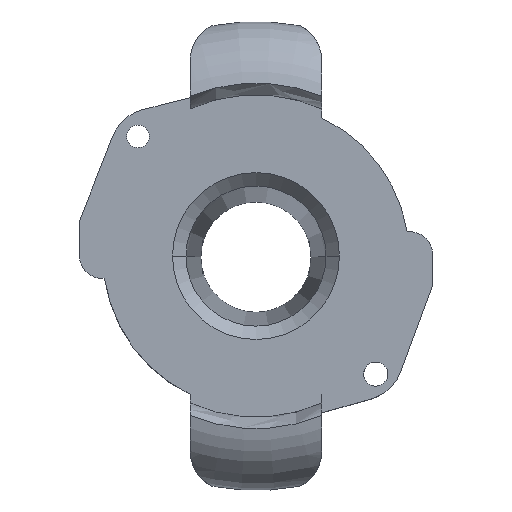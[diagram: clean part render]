
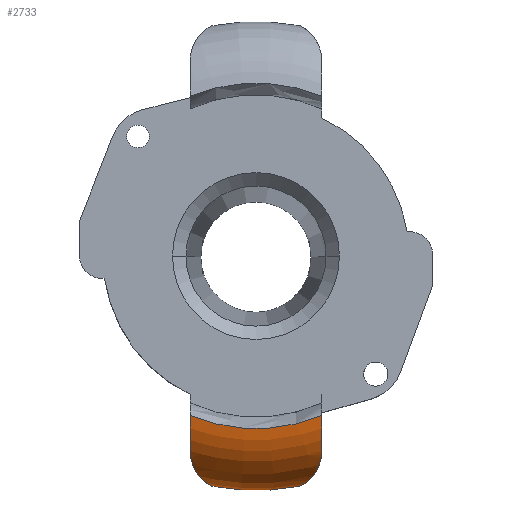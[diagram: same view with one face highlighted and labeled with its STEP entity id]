
A CAD part, top view. The second image highlights one B-rep face of the part: STEP entity #2733.
In plain terms, the highlighted toroidal (fillet/blend) face has major radius 21.845 mm and minor radius 9.92 mm.
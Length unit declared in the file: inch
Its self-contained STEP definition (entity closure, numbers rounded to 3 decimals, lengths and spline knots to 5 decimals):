
#58 = AXIS2_PLACEMENT_3D ( 'NONE', #1403, #1404, #1405 ) ;
#131 = FACE_OUTER_BOUND ( 'NONE', #672, .T. ) ;
#135 = AXIS2_PLACEMENT_3D ( 'NONE', #1539, #1540, #1541 ) ;
#244 = AXIS2_PLACEMENT_3D ( 'NONE', #1792, #1793, #1794 ) ;
#569 = ORIENTED_EDGE ( 'NONE', *, *, #2702, .F. ) ;
#571 = ORIENTED_EDGE ( 'NONE', *, *, #2882, .T. ) ;
#572 = ORIENTED_EDGE ( 'NONE', *, *, #2688, .T. ) ;
#573 = ORIENTED_EDGE ( 'NONE', *, *, #2676, .T. ) ;
#574 = ORIENTED_EDGE ( 'NONE', *, *, #2881, .T. ) ;
#589 = B_SPLINE_CURVE_WITH_KNOTS ( 'NONE', 3,
 ( #1272, #1276, #1277, #1278, #1279, #1280, #1281, #1282, #1283, #1284 ),
 .UNSPECIFIED., .F., .F.,
 ( 4, 2, 2, 2, 4 ),
 ( 0.06207, 0.06336, 0.06465, 0.06594, 0.06723 ),
 .UNSPECIFIED. ) ;
#596 = B_SPLINE_CURVE_WITH_KNOTS ( 'NONE', 3,
 ( #1330, #1331, #1332, #1333, #1334, #1335, #1336, #1337, #1338, #1339 ),
 .UNSPECIFIED., .F., .F.,
 ( 4, 2, 2, 2, 4 ),
 ( 0.06474, 0.06603, 0.06733, 0.06862, 0.06991 ),
 .UNSPECIFIED. ) ;
#603 = B_SPLINE_CURVE_WITH_KNOTS ( 'NONE', 3,
 ( #2094, #2095, #2096, #2097, #2098, #2099, #2100, #2101, #2102, #2103, #2104, #2105, #2106, #2107, #2108, #2109 ),
 .UNSPECIFIED., .F., .F.,
 ( 4, 2, 2, 2, 2, 2, 2, 4 ),
 ( 0., 0.00238, 0.00357, 0.00476, 0.00595, 0.00714, 0.00833, 0.00952 ),
 .UNSPECIFIED. ) ;
#604 = B_SPLINE_CURVE_WITH_KNOTS ( 'NONE', 3,
 ( #2080, #2081, #2082, #2083, #2084, #2085, #2086, #2087, #2088, #2089, #2090, #2091, #2092, #2093 ),
 .UNSPECIFIED., .F., .F.,
 ( 4, 2, 2, 2, 2, 2, 4 ),
 ( 0., 0.00119, 0.00239, 0.00477, 0.00597, 0.00716, 0.00954 ),
 .UNSPECIFIED. ) ;
#672 = EDGE_LOOP ( 'NONE', ( #574, #572, #2501, #573, #571, #569 ) ) ;
#936 = VERTEX_POINT ( 'NONE', #1138 ) ;
#947 = VERTEX_POINT ( 'NONE', #1149 ) ;
#955 = VERTEX_POINT ( 'NONE', #1157 ) ;
#956 = VERTEX_POINT ( 'NONE', #1158 ) ;
#1138 = CARTESIAN_POINT ( 'NONE',  ( -0.35095, -1.03944, 3.32762 ) ) ;
#1149 = CARTESIAN_POINT ( 'NONE',  ( 0.3509, -1.03944, 3.32763 ) ) ;
#1157 = CARTESIAN_POINT ( 'NONE',  ( 0.23439, -1.22783, 3.03841 ) ) ;
#1158 = CARTESIAN_POINT ( 'NONE',  ( -0.23447, -1.22781, 3.03841 ) ) ;
#1234 = CARTESIAN_POINT ( 'NONE',  ( -0.35095, -0.85127, 3.40304 ) ) ;
#1236 = CARTESIAN_POINT ( 'NONE',  ( 0.3509, -0.85129, 3.40304 ) ) ;
#1272 = CARTESIAN_POINT ( 'NONE',  ( -0.35095, -0.85127, 3.40304 ) ) ;
#1276 = CARTESIAN_POINT ( 'NONE',  ( -0.35095, -0.868, 3.40061 ) ) ;
#1277 = CARTESIAN_POINT ( 'NONE',  ( -0.35095, -0.88467, 3.39722 ) ) ;
#1278 = CARTESIAN_POINT ( 'NONE',  ( -0.35095, -0.91787, 3.38839 ) ) ;
#1279 = CARTESIAN_POINT ( 'NONE',  ( -0.35095, -0.93409, 3.38303 ) ) ;
#1280 = CARTESIAN_POINT ( 'NONE',  ( -0.35095, -0.96577, 3.37041 ) ) ;
#1281 = CARTESIAN_POINT ( 'NONE',  ( -0.35095, -0.98122, 3.36316 ) ) ;
#1282 = CARTESIAN_POINT ( 'NONE',  ( -0.35095, -1.01133, 3.34665 ) ) ;
#1283 = CARTESIAN_POINT ( 'NONE',  ( -0.35095, -1.02572, 3.33755 ) ) ;
#1284 = CARTESIAN_POINT ( 'NONE',  ( -0.35095, -1.03944, 3.32762 ) ) ;
#1330 = CARTESIAN_POINT ( 'NONE',  ( 0.3509, -1.03944, 3.32763 ) ) ;
#1331 = CARTESIAN_POINT ( 'NONE',  ( 0.3509, -1.02562, 3.33763 ) ) ;
#1332 = CARTESIAN_POINT ( 'NONE',  ( 0.3509, -1.01109, 3.34681 ) ) ;
#1333 = CARTESIAN_POINT ( 'NONE',  ( 0.3509, -0.98095, 3.3633 ) ) ;
#1334 = CARTESIAN_POINT ( 'NONE',  ( 0.3509, -0.96553, 3.37052 ) ) ;
#1335 = CARTESIAN_POINT ( 'NONE',  ( 0.3509, -0.93401, 3.38306 ) ) ;
#1336 = CARTESIAN_POINT ( 'NONE',  ( 0.3509, -0.91792, 3.38838 ) ) ;
#1337 = CARTESIAN_POINT ( 'NONE',  ( 0.3509, -0.88508, 3.39713 ) ) ;
#1338 = CARTESIAN_POINT ( 'NONE',  ( 0.3509, -0.86824, 3.40057 ) ) ;
#1339 = CARTESIAN_POINT ( 'NONE',  ( 0.3509, -0.85129, 3.40304 ) ) ;
#1403 = CARTESIAN_POINT ( 'NONE',  ( 0., 0., 3.03841 ) ) ;
#1404 = DIRECTION ( 'NONE',  ( 0., 0., -1. ) ) ;
#1405 = DIRECTION ( 'NONE',  ( -1., 0., 0. ) ) ;
#1539 = CARTESIAN_POINT ( 'NONE',  ( 0., 0., 3.01725 ) ) ;
#1540 = DIRECTION ( 'NONE',  ( 0., 0., -1. ) ) ;
#1541 = DIRECTION ( 'NONE',  ( -1., 0., 0. ) ) ;
#1792 = CARTESIAN_POINT ( 'NONE',  ( 0., 0., 3.40304 ) ) ;
#1793 = DIRECTION ( 'NONE',  ( 0., 0., -1. ) ) ;
#1794 = DIRECTION ( 'NONE',  ( -1., 0., 0. ) ) ;
#2080 = CARTESIAN_POINT ( 'NONE',  ( 0.23439, -1.22783, 3.03841 ) ) ;
#2081 = CARTESIAN_POINT ( 'NONE',  ( 0.23722, -1.22642, 3.0542 ) ) ;
#2082 = CARTESIAN_POINT ( 'NONE',  ( 0.24261, -1.22363, 3.06866 ) ) ;
#2083 = CARTESIAN_POINT ( 'NONE',  ( 0.25481, -1.21631, 3.09657 ) ) ;
#2084 = CARTESIAN_POINT ( 'NONE',  ( 0.26172, -1.21171, 3.11005 ) ) ;
#2085 = CARTESIAN_POINT ( 'NONE',  ( 0.28255, -1.1957, 3.14945 ) ) ;
#2086 = CARTESIAN_POINT ( 'NONE',  ( 0.29638, -1.18224, 3.17405 ) ) ;
#2087 = CARTESIAN_POINT ( 'NONE',  ( 0.31457, -1.15811, 3.20986 ) ) ;
#2088 = CARTESIAN_POINT ( 'NONE',  ( 0.32023, -1.14939, 3.22159 ) ) ;
#2089 = CARTESIAN_POINT ( 'NONE',  ( 0.33049, -1.13051, 3.24471 ) ) ;
#2090 = CARTESIAN_POINT ( 'NONE',  ( 0.33505, -1.12037, 3.25605 ) ) ;
#2091 = CARTESIAN_POINT ( 'NONE',  ( 0.34632, -1.08855, 3.2887 ) ) ;
#2092 = CARTESIAN_POINT ( 'NONE',  ( 0.3509, -1.06526, 3.30895 ) ) ;
#2093 = CARTESIAN_POINT ( 'NONE',  ( 0.3509, -1.03944, 3.32763 ) ) ;
#2094 = CARTESIAN_POINT ( 'NONE',  ( -0.35095, -1.03944, 3.32762 ) ) ;
#2095 = CARTESIAN_POINT ( 'NONE',  ( -0.35095, -1.06514, 3.30902 ) ) ;
#2096 = CARTESIAN_POINT ( 'NONE',  ( -0.3464, -1.08849, 3.28875 ) ) ;
#2097 = CARTESIAN_POINT ( 'NONE',  ( -0.33506, -1.12048, 3.25592 ) ) ;
#2098 = CARTESIAN_POINT ( 'NONE',  ( -0.3305, -1.13058, 3.24459 ) ) ;
#2099 = CARTESIAN_POINT ( 'NONE',  ( -0.32033, -1.1493, 3.22167 ) ) ;
#2100 = CARTESIAN_POINT ( 'NONE',  ( -0.3147, -1.15798, 3.21001 ) ) ;
#2101 = CARTESIAN_POINT ( 'NONE',  ( -0.30261, -1.17406, 3.18618 ) ) ;
#2102 = CARTESIAN_POINT ( 'NONE',  ( -0.29614, -1.18146, 3.17402 ) ) ;
#2103 = CARTESIAN_POINT ( 'NONE',  ( -0.28267, -1.19495, 3.14906 ) ) ;
#2104 = CARTESIAN_POINT ( 'NONE',  ( -0.27565, -1.20105, 3.13625 ) ) ;
#2105 = CARTESIAN_POINT ( 'NONE',  ( -0.26183, -1.21167, 3.11012 ) ) ;
#2106 = CARTESIAN_POINT ( 'NONE',  ( -0.25498, -1.21623, 3.09677 ) ) ;
#2107 = CARTESIAN_POINT ( 'NONE',  ( -0.24271, -1.22361, 3.06872 ) ) ;
#2108 = CARTESIAN_POINT ( 'NONE',  ( -0.23726, -1.22642, 3.05399 ) ) ;
#2109 = CARTESIAN_POINT ( 'NONE',  ( -0.23447, -1.22781, 3.03841 ) ) ;
#2501 = ORIENTED_EDGE ( 'NONE', *, *, #2812, .T. ) ;
#2543 = VERTEX_POINT ( 'NONE', #1234 ) ;
#2545 = VERTEX_POINT ( 'NONE', #1236 ) ;
#2676 = EDGE_CURVE ( 'NONE', #2543, #936, #589, .T. ) ;
#2688 = EDGE_CURVE ( 'NONE', #947, #2545, #596, .T. ) ;
#2702 = EDGE_CURVE ( 'NONE', #955, #956, #2986, .T. ) ;
#2733 = ADVANCED_FACE ( 'NONE', ( #131 ), #3007, .T. ) ;
#2812 = EDGE_CURVE ( 'NONE', #2545, #2543, #3052, .T. ) ;
#2881 = EDGE_CURVE ( 'NONE', #955, #947, #604, .T. ) ;
#2882 = EDGE_CURVE ( 'NONE', #936, #956, #603, .T. ) ;
#2986 = CIRCLE ( 'NONE', #58, 1.25 ) ;
#3007 = TOROIDAL_SURFACE ( 'NONE', #135, 0.86002, 0.39055 ) ;
#3052 = CIRCLE ( 'NONE', #244, 0.92077 ) ;
